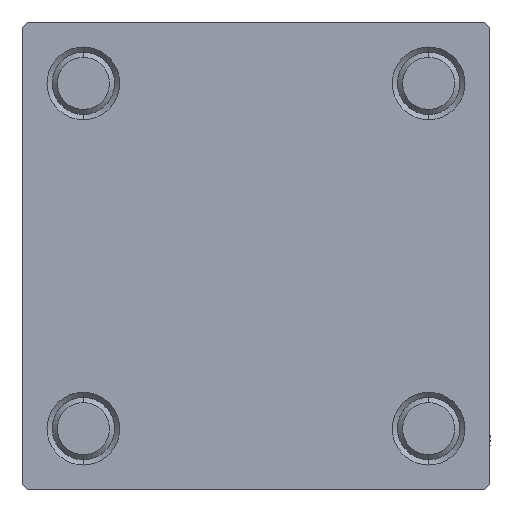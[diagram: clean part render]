
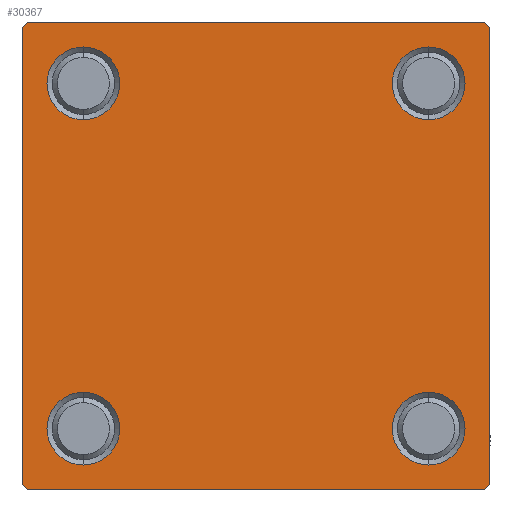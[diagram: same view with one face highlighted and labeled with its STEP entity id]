
A CAD part, left-side view. The second image highlights one B-rep face of the part: STEP entity #30367.
In plain terms, the highlighted planar face has unit normal (-1, 0, 0).
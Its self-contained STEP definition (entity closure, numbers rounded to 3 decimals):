
#60 = CARTESIAN_POINT ( 'NONE',  ( 0., -16.6, 16.6 ) ) ;
#448 = ORIENTED_EDGE ( 'NONE', *, *, #3869, .T. ) ;
#793 = DIRECTION ( 'NONE',  ( 0., 0., 1. ) ) ;
#816 = DIRECTION ( 'NONE',  ( 0., 0., 1. ) ) ;
#1223 = CARTESIAN_POINT ( 'NONE',  ( 0., -22., 22.5 ) ) ;
#1381 = CARTESIAN_POINT ( 'NONE',  ( 0., -16.6, 13.1 ) ) ;
#1919 = CIRCLE ( 'NONE', #20486, 3.5 ) ;
#2359 = ORIENTED_EDGE ( 'NONE', *, *, #6673, .T. ) ;
#2458 = CARTESIAN_POINT ( 'NONE',  ( 0., 22.5, -22.5 ) ) ;
#2617 = ORIENTED_EDGE ( 'NONE', *, *, #31738, .F. ) ;
#2932 = VERTEX_POINT ( 'NONE', #3412 ) ;
#3051 = CARTESIAN_POINT ( 'NONE',  ( 0., -22.25, -22.25 ) ) ;
#3102 = ORIENTED_EDGE ( 'NONE', *, *, #20627, .T. ) ;
#3164 = AXIS2_PLACEMENT_3D ( 'NONE', #43051, #35462, #793 ) ;
#3412 = CARTESIAN_POINT ( 'NONE',  ( 0., 22., -22.5 ) ) ;
#3692 = VECTOR ( 'NONE', #29781, 1000. ) ;
#3869 = EDGE_CURVE ( 'NONE', #36351, #35181, #8761, .T. ) ;
#3988 = CIRCLE ( 'NONE', #3164, 3.5 ) ;
#5035 = DIRECTION ( 'NONE',  ( 0., 0.707, -0.707 ) ) ;
#5711 = CARTESIAN_POINT ( 'NONE',  ( 0., 22.5, 22. ) ) ;
#6282 = ORIENTED_EDGE ( 'NONE', *, *, #10606, .T. ) ;
#6507 = DIRECTION ( 'NONE',  ( 1., 0., 0. ) ) ;
#6673 = EDGE_CURVE ( 'NONE', #23196, #33026, #3988, .T. ) ;
#6770 = DIRECTION ( 'NONE',  ( 1., 0., 0. ) ) ;
#6790 = DIRECTION ( 'NONE',  ( 0., 0.707, 0.707 ) ) ;
#6831 = CARTESIAN_POINT ( 'NONE',  ( 0., -22.5, -22. ) ) ;
#7017 = CARTESIAN_POINT ( 'NONE',  ( 0., 16.6, -13.1 ) ) ;
#7155 = EDGE_CURVE ( 'NONE', #33026, #23196, #17644, .T. ) ;
#7165 = LINE ( 'NONE', #33240, #17274 ) ;
#7362 = DIRECTION ( 'NONE',  ( 1., 0., 0. ) ) ;
#7742 = VERTEX_POINT ( 'NONE', #14924 ) ;
#8127 = VERTEX_POINT ( 'NONE', #35848 ) ;
#8657 = DIRECTION ( 'NONE',  ( 1., 0., 0. ) ) ;
#8761 = CIRCLE ( 'NONE', #46733, 3.5 ) ;
#8824 = CARTESIAN_POINT ( 'NONE',  ( 0., 22.25, 22.25 ) ) ;
#8996 = FACE_BOUND ( 'NONE', #27910, .T. ) ;
#9336 = LINE ( 'NONE', #8824, #12993 ) ;
#9358 = ORIENTED_EDGE ( 'NONE', *, *, #13980, .T. ) ;
#9361 = EDGE_CURVE ( 'NONE', #35181, #36351, #49999, .T. ) ;
#9675 = VECTOR ( 'NONE', #6790, 1000. ) ;
#9847 = LINE ( 'NONE', #45245, #9675 ) ;
#10606 = EDGE_CURVE ( 'NONE', #7742, #47564, #29854, .T. ) ;
#10717 = VECTOR ( 'NONE', #40026, 1000. ) ;
#10811 = LINE ( 'NONE', #2458, #3692 ) ;
#10900 = ORIENTED_EDGE ( 'NONE', *, *, #9361, .T. ) ;
#11004 = EDGE_CURVE ( 'NONE', #21806, #26369, #9847, .T. ) ;
#11735 = CARTESIAN_POINT ( 'NONE',  ( 0., -16.6, -16.6 ) ) ;
#12993 = VECTOR ( 'NONE', #5035, 1000. ) ;
#13047 = DIRECTION ( 'NONE',  ( 0., 0., 1. ) ) ;
#13980 = EDGE_CURVE ( 'NONE', #15943, #36113, #9336, .T. ) ;
#14349 = CARTESIAN_POINT ( 'NONE',  ( 0., 16.6, -16.6 ) ) ;
#14582 = CARTESIAN_POINT ( 'NONE',  ( 0., 22.5, -22. ) ) ;
#14924 = CARTESIAN_POINT ( 'NONE',  ( 0., -16.6, 20.1 ) ) ;
#15500 = EDGE_CURVE ( 'NONE', #40229, #27162, #41767, .T. ) ;
#15943 = VERTEX_POINT ( 'NONE', #28029 ) ;
#16086 = AXIS2_PLACEMENT_3D ( 'NONE', #34468, #33715, #22834 ) ;
#16787 = ORIENTED_EDGE ( 'NONE', *, *, #30127, .T. ) ;
#17274 = VECTOR ( 'NONE', #38047, 1000. ) ;
#17570 = LINE ( 'NONE', #25928, #43943 ) ;
#17644 = CIRCLE ( 'NONE', #36222, 3.5 ) ;
#17994 = DIRECTION ( 'NONE',  ( 0., -0.707, 0.707 ) ) ;
#18007 = CARTESIAN_POINT ( 'NONE',  ( 0., -16.6, 16.6 ) ) ;
#18499 = DIRECTION ( 'NONE',  ( 0., 0., 1. ) ) ;
#18666 = EDGE_CURVE ( 'NONE', #36113, #29442, #32413, .T. ) ;
#18965 = AXIS2_PLACEMENT_3D ( 'NONE', #18007, #49372, #41539 ) ;
#19338 = EDGE_LOOP ( 'NONE', ( #25844, #24144 ) ) ;
#20486 = AXIS2_PLACEMENT_3D ( 'NONE', #22211, #6507, #35027 ) ;
#20627 = EDGE_CURVE ( 'NONE', #29442, #2932, #17570, .T. ) ;
#20873 = ORIENTED_EDGE ( 'NONE', *, *, #48926, .T. ) ;
#21125 = VECTOR ( 'NONE', #17994, 1000. ) ;
#21127 = CARTESIAN_POINT ( 'NONE',  ( 0., 16.6, 20.1 ) ) ;
#21513 = LINE ( 'NONE', #41727, #35545 ) ;
#21806 = VERTEX_POINT ( 'NONE', #22386 ) ;
#22211 = CARTESIAN_POINT ( 'NONE',  ( 0., 16.6, 16.6 ) ) ;
#22386 = CARTESIAN_POINT ( 'NONE',  ( 0., -22.5, 22. ) ) ;
#22463 = DIRECTION ( 'NONE',  ( 0., 0., 1. ) ) ;
#22834 = DIRECTION ( 'NONE',  ( 0., 0., 1. ) ) ;
#22871 = DIRECTION ( 'NONE',  ( 0., 0., 1. ) ) ;
#23196 = VERTEX_POINT ( 'NONE', #42490 ) ;
#23911 = AXIS2_PLACEMENT_3D ( 'NONE', #32269, #47724, #13047 ) ;
#24144 = ORIENTED_EDGE ( 'NONE', *, *, #46141, .T. ) ;
#24342 = CARTESIAN_POINT ( 'NONE',  ( 0., 22.5, 22.5 ) ) ;
#24455 = FACE_OUTER_BOUND ( 'NONE', #35433, .T. ) ;
#25844 = ORIENTED_EDGE ( 'NONE', *, *, #44422, .T. ) ;
#25928 = CARTESIAN_POINT ( 'NONE',  ( 0., 22.25, -22.25 ) ) ;
#26369 = VERTEX_POINT ( 'NONE', #1223 ) ;
#27162 = VERTEX_POINT ( 'NONE', #6831 ) ;
#27308 = ORIENTED_EDGE ( 'NONE', *, *, #45124, .F. ) ;
#27910 = EDGE_LOOP ( 'NONE', ( #6282, #20873 ) ) ;
#27926 = EDGE_LOOP ( 'NONE', ( #42507, #2359 ) ) ;
#28029 = CARTESIAN_POINT ( 'NONE',  ( 0., 22., 22.5 ) ) ;
#28499 = CARTESIAN_POINT ( 'NONE',  ( 0., -16.6, -13.1 ) ) ;
#28751 = FACE_BOUND ( 'NONE', #43196, .T. ) ;
#29350 = DIRECTION ( 'NONE',  ( 0., -1., 0. ) ) ;
#29442 = VERTEX_POINT ( 'NONE', #14582 ) ;
#29781 = DIRECTION ( 'NONE',  ( 0., -1., 0. ) ) ;
#29854 = CIRCLE ( 'NONE', #42784, 3.5 ) ;
#30127 = EDGE_CURVE ( 'NONE', #2932, #40229, #10811, .T. ) ;
#30367 = ADVANCED_FACE ( 'NONE', ( #8996, #28751, #44171, #33024, #24455 ), #39879, .T. ) ;
#30690 = DIRECTION ( 'NONE',  ( 1., 0., 0. ) ) ;
#31579 = ORIENTED_EDGE ( 'NONE', *, *, #15500, .T. ) ;
#31738 = EDGE_CURVE ( 'NONE', #15943, #26369, #21513, .T. ) ;
#32269 = CARTESIAN_POINT ( 'NONE',  ( 0., 0., 0. ) ) ;
#32413 = LINE ( 'NONE', #24342, #10717 ) ;
#33024 = FACE_BOUND ( 'NONE', #19338, .T. ) ;
#33026 = VERTEX_POINT ( 'NONE', #7017 ) ;
#33240 = CARTESIAN_POINT ( 'NONE',  ( 0., -22.5, 22.5 ) ) ;
#33715 = DIRECTION ( 'NONE',  ( 1., 0., 0. ) ) ;
#34250 = AXIS2_PLACEMENT_3D ( 'NONE', #41286, #7362, #18499 ) ;
#34468 = CARTESIAN_POINT ( 'NONE',  ( 0., -16.6, -16.6 ) ) ;
#35027 = DIRECTION ( 'NONE',  ( 0., 0., 1. ) ) ;
#35181 = VERTEX_POINT ( 'NONE', #28499 ) ;
#35433 = EDGE_LOOP ( 'NONE', ( #49001, #3102, #16787, #31579, #27308, #37894, #2617, #9358 ) ) ;
#35462 = DIRECTION ( 'NONE',  ( 1., 0., 0. ) ) ;
#35545 = VECTOR ( 'NONE', #29350, 1000. ) ;
#35848 = CARTESIAN_POINT ( 'NONE',  ( 0., 16.6, 13.1 ) ) ;
#36113 = VERTEX_POINT ( 'NONE', #5711 ) ;
#36222 = AXIS2_PLACEMENT_3D ( 'NONE', #14349, #6770, #22463 ) ;
#36351 = VERTEX_POINT ( 'NONE', #44129 ) ;
#37894 = ORIENTED_EDGE ( 'NONE', *, *, #11004, .T. ) ;
#38047 = DIRECTION ( 'NONE',  ( 0., 0., -1. ) ) ;
#38051 = CARTESIAN_POINT ( 'NONE',  ( 0., -22., -22.5 ) ) ;
#39879 = PLANE ( 'NONE',  #23911 ) ;
#40026 = DIRECTION ( 'NONE',  ( 0., 0., -1. ) ) ;
#40229 = VERTEX_POINT ( 'NONE', #38051 ) ;
#40789 = CIRCLE ( 'NONE', #18965, 3.5 ) ;
#41099 = DIRECTION ( 'NONE',  ( 0., -0.707, -0.707 ) ) ;
#41286 = CARTESIAN_POINT ( 'NONE',  ( 0., 16.6, 16.6 ) ) ;
#41539 = DIRECTION ( 'NONE',  ( 0., 0., 1. ) ) ;
#41727 = CARTESIAN_POINT ( 'NONE',  ( 0., 22.5, 22.5 ) ) ;
#41767 = LINE ( 'NONE', #3051, #21125 ) ;
#42490 = CARTESIAN_POINT ( 'NONE',  ( 0., 16.6, -20.1 ) ) ;
#42507 = ORIENTED_EDGE ( 'NONE', *, *, #7155, .T. ) ;
#42784 = AXIS2_PLACEMENT_3D ( 'NONE', #60, #8657, #816 ) ;
#43051 = CARTESIAN_POINT ( 'NONE',  ( 0., 16.6, -16.6 ) ) ;
#43196 = EDGE_LOOP ( 'NONE', ( #10900, #448 ) ) ;
#43943 = VECTOR ( 'NONE', #41099, 1000. ) ;
#44129 = CARTESIAN_POINT ( 'NONE',  ( 0., -16.6, -20.1 ) ) ;
#44171 = FACE_BOUND ( 'NONE', #27926, .T. ) ;
#44422 = EDGE_CURVE ( 'NONE', #45705, #8127, #1919, .T. ) ;
#45124 = EDGE_CURVE ( 'NONE', #21806, #27162, #7165, .T. ) ;
#45245 = CARTESIAN_POINT ( 'NONE',  ( 0., -22.25, 22.25 ) ) ;
#45705 = VERTEX_POINT ( 'NONE', #21127 ) ;
#46141 = EDGE_CURVE ( 'NONE', #8127, #45705, #48798, .T. ) ;
#46733 = AXIS2_PLACEMENT_3D ( 'NONE', #11735, #30690, #22871 ) ;
#47564 = VERTEX_POINT ( 'NONE', #1381 ) ;
#47724 = DIRECTION ( 'NONE',  ( -1., 0., 0. ) ) ;
#48798 = CIRCLE ( 'NONE', #34250, 3.5 ) ;
#48926 = EDGE_CURVE ( 'NONE', #47564, #7742, #40789, .T. ) ;
#49001 = ORIENTED_EDGE ( 'NONE', *, *, #18666, .T. ) ;
#49372 = DIRECTION ( 'NONE',  ( 1., 0., 0. ) ) ;
#49999 = CIRCLE ( 'NONE', #16086, 3.5 ) ;
